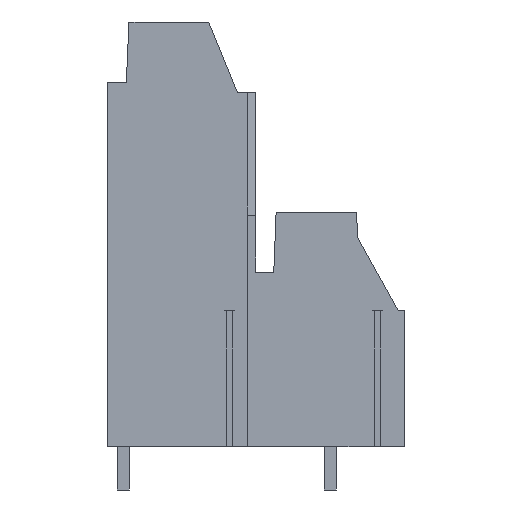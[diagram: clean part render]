
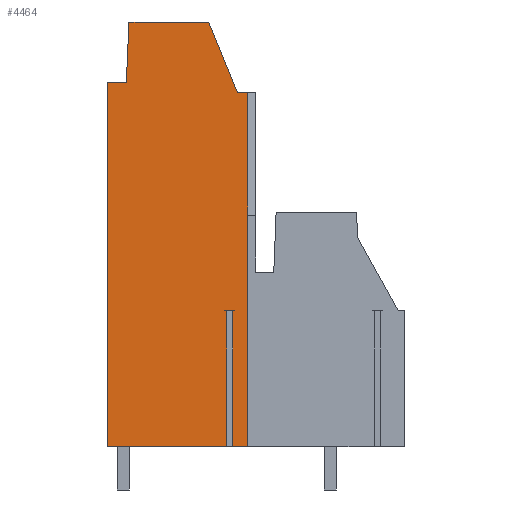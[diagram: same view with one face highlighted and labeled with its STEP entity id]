
A CAD part, left-side view. The second image highlights one B-rep face of the part: STEP entity #4464.
In plain terms, the highlighted planar face has unit normal (-1, 0, 0).
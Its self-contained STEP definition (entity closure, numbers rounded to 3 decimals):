
#4389=AXIS2_PLACEMENT_3D('Plane Axis2P3D',#4386,#4387,#4388) ;
#782=CARTESIAN_POINT('Vertex',(0.,21.94,3.2)) ;
#974=CARTESIAN_POINT('Vertex',(0.,11.574,3.2)) ;
#977=CARTESIAN_POINT('Line Origine',(0.,12.12,3.2)) ;
#981=CARTESIAN_POINT('Vertex',(0.,12.665,3.2)) ;
#1030=CARTESIAN_POINT('Vertex',(0.,13.115,3.2)) ;
#1033=CARTESIAN_POINT('Line Origine',(0.,17.528,3.2)) ;
#1410=CARTESIAN_POINT('Vertex',(0.,11.574,29.26)) ;
#1413=CARTESIAN_POINT('Line Origine',(0.,11.574,16.23)) ;
#4386=CARTESIAN_POINT('Axis2P3D Location',(0.,11.,17.2)) ;
#4391=CARTESIAN_POINT('Line Origine',(0.,21.94,16.625)) ;
#4395=CARTESIAN_POINT('Vertex',(0.,21.94,30.05)) ;
#4398=CARTESIAN_POINT('Line Origine',(0.,13.115,8.2)) ;
#4402=CARTESIAN_POINT('Vertex',(0.,13.115,13.2)) ;
#4405=CARTESIAN_POINT('Line Origine',(0.,12.89,13.2)) ;
#4409=CARTESIAN_POINT('Vertex',(0.,12.665,13.2)) ;
#4412=CARTESIAN_POINT('Line Origine',(0.,12.665,8.2)) ;
#4417=CARTESIAN_POINT('Line Origine',(0.,11.956,29.26)) ;
#4421=CARTESIAN_POINT('Vertex',(0.,12.337,29.26)) ;
#4424=CARTESIAN_POINT('Line Origine',(0.,13.393,31.865)) ;
#4428=CARTESIAN_POINT('Vertex',(0.,14.449,34.47)) ;
#4431=CARTESIAN_POINT('Line Origine',(0.,17.389,34.47)) ;
#4435=CARTESIAN_POINT('Vertex',(0.,20.328,34.47)) ;
#4438=CARTESIAN_POINT('Line Origine',(0.,20.424,32.26)) ;
#4442=CARTESIAN_POINT('Vertex',(0.,20.521,30.05)) ;
#4445=CARTESIAN_POINT('Line Origine',(0.,21.23,30.05)) ;
#978=DIRECTION('Vector Direction',(0.,1.,0.)) ;
#1034=DIRECTION('Vector Direction',(0.,1.,0.)) ;
#1414=DIRECTION('Vector Direction',(0.,0.,1.)) ;
#4387=DIRECTION('Axis2P3D Direction',(1.,0.,0.)) ;
#4388=DIRECTION('Axis2P3D XDirection',(0.,1.,0.)) ;
#4392=DIRECTION('Vector Direction',(0.,0.,-1.)) ;
#4399=DIRECTION('Vector Direction',(0.,0.,1.)) ;
#4406=DIRECTION('Vector Direction',(0.,1.,0.)) ;
#4413=DIRECTION('Vector Direction',(0.,0.,1.)) ;
#4418=DIRECTION('Vector Direction',(0.,1.,0.)) ;
#4425=DIRECTION('Vector Direction',(0.,0.376,0.927)) ;
#4432=DIRECTION('Vector Direction',(0.,1.,0.)) ;
#4439=DIRECTION('Vector Direction',(0.,-0.044,0.999)) ;
#4446=DIRECTION('Vector Direction',(0.,1.,0.)) ;
#979=VECTOR('Line Direction',#978,1.) ;
#1035=VECTOR('Line Direction',#1034,1.) ;
#1415=VECTOR('Line Direction',#1414,1.) ;
#4393=VECTOR('Line Direction',#4392,1.) ;
#4400=VECTOR('Line Direction',#4399,1.) ;
#4407=VECTOR('Line Direction',#4406,1.) ;
#4414=VECTOR('Line Direction',#4413,1.) ;
#4419=VECTOR('Line Direction',#4418,1.) ;
#4426=VECTOR('Line Direction',#4425,1.) ;
#4433=VECTOR('Line Direction',#4432,1.) ;
#4440=VECTOR('Line Direction',#4439,1.) ;
#4447=VECTOR('Line Direction',#4446,1.) ;
#4451=ORIENTED_EDGE('',*,*,#4397,.T.) ;
#4452=ORIENTED_EDGE('',*,*,#1037,.F.) ;
#4453=ORIENTED_EDGE('',*,*,#4404,.T.) ;
#4454=ORIENTED_EDGE('',*,*,#4411,.F.) ;
#4455=ORIENTED_EDGE('',*,*,#4416,.F.) ;
#4456=ORIENTED_EDGE('',*,*,#983,.F.) ;
#4457=ORIENTED_EDGE('',*,*,#1417,.T.) ;
#4458=ORIENTED_EDGE('',*,*,#4423,.T.) ;
#4459=ORIENTED_EDGE('',*,*,#4430,.T.) ;
#4460=ORIENTED_EDGE('',*,*,#4437,.T.) ;
#4461=ORIENTED_EDGE('',*,*,#4444,.F.) ;
#4462=ORIENTED_EDGE('',*,*,#4449,.T.) ;
#4464=ADVANCED_FACE('housing',(#4463),#4390,.F.) ;
#983=EDGE_CURVE('',#975,#982,#980,.T.) ;
#1037=EDGE_CURVE('',#1031,#783,#1036,.T.) ;
#1417=EDGE_CURVE('',#975,#1411,#1416,.T.) ;
#4397=EDGE_CURVE('',#4396,#783,#4394,.T.) ;
#4404=EDGE_CURVE('',#1031,#4403,#4401,.T.) ;
#4411=EDGE_CURVE('',#4410,#4403,#4408,.T.) ;
#4416=EDGE_CURVE('',#982,#4410,#4415,.T.) ;
#4423=EDGE_CURVE('',#1411,#4422,#4420,.T.) ;
#4430=EDGE_CURVE('',#4422,#4429,#4427,.T.) ;
#4437=EDGE_CURVE('',#4429,#4436,#4434,.T.) ;
#4444=EDGE_CURVE('',#4443,#4436,#4441,.T.) ;
#4449=EDGE_CURVE('',#4443,#4396,#4448,.T.) ;
#4450=EDGE_LOOP('',(#4451,#4452,#4453,#4454,#4455,#4456,#4457,#4458,#4459,#4460,#4461,#4462)) ;
#4463=FACE_OUTER_BOUND('',#4450,.T.) ;
#980=LINE('Line',#977,#979) ;
#1036=LINE('Line',#1033,#1035) ;
#1416=LINE('Line',#1413,#1415) ;
#4394=LINE('Line',#4391,#4393) ;
#4401=LINE('Line',#4398,#4400) ;
#4408=LINE('Line',#4405,#4407) ;
#4415=LINE('Line',#4412,#4414) ;
#4420=LINE('Line',#4417,#4419) ;
#4427=LINE('Line',#4424,#4426) ;
#4434=LINE('Line',#4431,#4433) ;
#4441=LINE('Line',#4438,#4440) ;
#4448=LINE('Line',#4445,#4447) ;
#4390=PLANE('',#4389) ;
#783=VERTEX_POINT('',#782) ;
#975=VERTEX_POINT('',#974) ;
#982=VERTEX_POINT('',#981) ;
#1031=VERTEX_POINT('',#1030) ;
#1411=VERTEX_POINT('',#1410) ;
#4396=VERTEX_POINT('',#4395) ;
#4403=VERTEX_POINT('',#4402) ;
#4410=VERTEX_POINT('',#4409) ;
#4422=VERTEX_POINT('',#4421) ;
#4429=VERTEX_POINT('',#4428) ;
#4436=VERTEX_POINT('',#4435) ;
#4443=VERTEX_POINT('',#4442) ;
